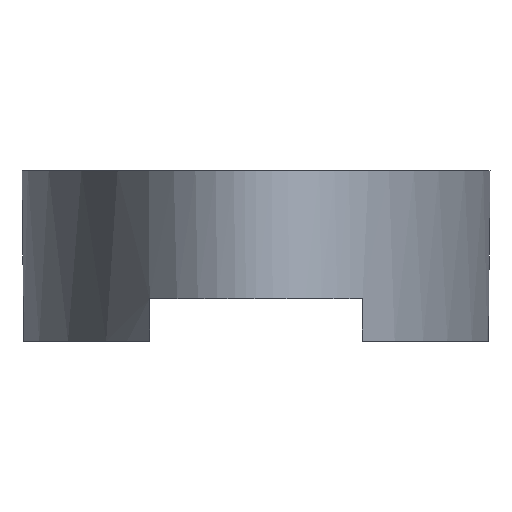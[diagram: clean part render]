
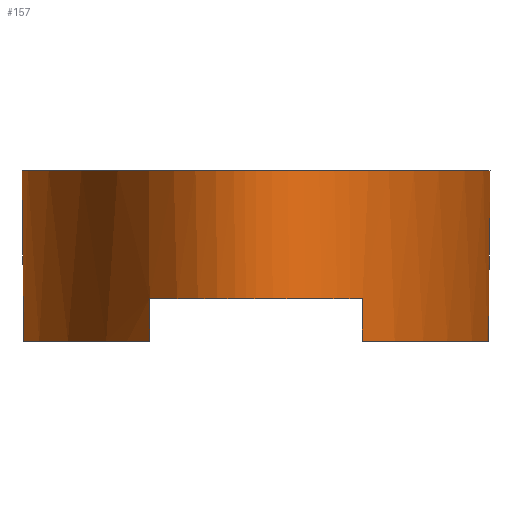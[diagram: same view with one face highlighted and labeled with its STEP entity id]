
A CAD part, front view. The second image highlights one B-rep face of the part: STEP entity #157.
In plain terms, the highlighted free-form (B-spline) face has degree [1, 2] with [2, 9] control points.
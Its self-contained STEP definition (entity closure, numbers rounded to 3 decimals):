
#17=B_SPLINE_CURVE_WITH_KNOTS('',1,(#292,#293),.UNSPECIFIED.,.F.,.F.,(2,
2),(-0.308,-0.077),.UNSPECIFIED.);
#18=(
BOUNDED_SURFACE()
B_SPLINE_SURFACE(1,2,((#272,#273,#274,#275,#276,#277,#278,#279,#280),(#281,
#282,#283,#284,#285,#286,#287,#288,#289)),.UNSPECIFIED.,.F.,.T.,.F.)
B_SPLINE_SURFACE_WITH_KNOTS((2,2),(3,2,2,2,3),(0.,0.308),(-3.142,
-1.571,0.,1.571,3.142),.UNSPECIFIED.)
GEOMETRIC_REPRESENTATION_ITEM()
RATIONAL_B_SPLINE_SURFACE(((1.,0.707,1.,0.707,1.,
0.707,1.,0.707,1.),(1.,0.707,1.,0.707,
1.,0.707,1.,0.707,1.)))
REPRESENTATION_ITEM('')
SURFACE()
);
#22=ELLIPSE('',#177,26.,11.);
#23=ELLIPSE('',#178,26.,11.);
#24=ELLIPSE('',#182,26.,11.);
#25=ELLIPSE('',#185,26.,11.);
#26=ELLIPSE('',#186,26.,11.);
#27=ELLIPSE('',#187,26.,11.);
#33=FACE_OUTER_BOUND('',#42,.T.);
#42=EDGE_LOOP('',(#124,#125,#126,#127,#128,#129,#130,#131,#132,#133,#134,
#135));
#48=LINE('',#245,#59);
#51=LINE('',#250,#62);
#54=LINE('',#264,#65);
#56=LINE('',#266,#67);
#59=VECTOR('',#197,10.);
#62=VECTOR('',#200,10.);
#65=VECTOR('',#213,10.);
#67=VECTOR('',#215,10.);
#69=VERTEX_POINT('',#241);
#70=VERTEX_POINT('',#242);
#71=VERTEX_POINT('',#244);
#73=VERTEX_POINT('',#248);
#74=VERTEX_POINT('',#252);
#75=VERTEX_POINT('',#254);
#77=VERTEX_POINT('',#260);
#78=VERTEX_POINT('',#261);
#79=VERTEX_POINT('',#263);
#80=VERTEX_POINT('',#290);
#83=EDGE_CURVE('',#71,#69,#48,.T.);
#86=EDGE_CURVE('',#70,#73,#51,.T.);
#87=EDGE_CURVE('',#74,#71,#22,.T.);
#88=EDGE_CURVE('',#75,#74,#23,.T.);
#92=EDGE_CURVE('',#79,#77,#54,.T.);
#94=EDGE_CURVE('',#78,#75,#56,.T.);
#95=EDGE_CURVE('',#73,#79,#24,.T.);
#97=EDGE_CURVE('',#69,#70,#25,.T.);
#98=EDGE_CURVE('',#80,#80,#26,.T.);
#99=EDGE_CURVE('',#80,#74,#17,.T.);
#100=EDGE_CURVE('',#77,#78,#27,.T.);
#124=ORIENTED_EDGE('',*,*,#98,.F.);
#125=ORIENTED_EDGE('',*,*,#99,.T.);
#126=ORIENTED_EDGE('',*,*,#87,.T.);
#127=ORIENTED_EDGE('',*,*,#83,.T.);
#128=ORIENTED_EDGE('',*,*,#97,.T.);
#129=ORIENTED_EDGE('',*,*,#86,.T.);
#130=ORIENTED_EDGE('',*,*,#95,.T.);
#131=ORIENTED_EDGE('',*,*,#92,.T.);
#132=ORIENTED_EDGE('',*,*,#100,.T.);
#133=ORIENTED_EDGE('',*,*,#94,.T.);
#134=ORIENTED_EDGE('',*,*,#88,.T.);
#135=ORIENTED_EDGE('',*,*,#99,.F.);
#157=ADVANCED_FACE('',(#33),#18,.F.);
#177=AXIS2_PLACEMENT_3D('',#253,#203,#204);
#178=AXIS2_PLACEMENT_3D('',#255,#205,#206);
#182=AXIS2_PLACEMENT_3D('',#268,#218,#219);
#185=AXIS2_PLACEMENT_3D('',#271,#224,#225);
#186=AXIS2_PLACEMENT_3D('',#291,#226,#227);
#187=AXIS2_PLACEMENT_3D('',#294,#228,#229);
#197=DIRECTION('',(0.,0.,-1.));
#200=DIRECTION('',(0.,0.,1.));
#203=DIRECTION('center_axis',(0.,0.,1.));
#204=DIRECTION('ref_axis',(0.,1.,0.));
#205=DIRECTION('center_axis',(0.,0.,1.));
#206=DIRECTION('ref_axis',(0.,1.,0.));
#213=DIRECTION('',(0.,0.,-1.));
#215=DIRECTION('',(0.,0.,1.));
#218=DIRECTION('center_axis',(0.,0.,1.));
#219=DIRECTION('ref_axis',(0.,1.,0.));
#224=DIRECTION('center_axis',(0.,0.,1.));
#225=DIRECTION('ref_axis',(0.,1.,0.));
#226=DIRECTION('center_axis',(0.,0.,1.));
#227=DIRECTION('ref_axis',(0.,1.,0.));
#228=DIRECTION('center_axis',(0.,0.,1.));
#229=DIRECTION('ref_axis',(0.,1.,0.));
#241=CARTESIAN_POINT('',(5.,-23.159,0.));
#242=CARTESIAN_POINT('',(5.,23.159,0.));
#244=CARTESIAN_POINT('',(5.,-23.159,2.));
#245=CARTESIAN_POINT('',(5.,-23.159,0.));
#248=CARTESIAN_POINT('',(5.,23.159,2.));
#250=CARTESIAN_POINT('',(5.,23.159,0.));
#252=CARTESIAN_POINT('',(0.,-26.,2.));
#253=CARTESIAN_POINT('Origin',(0.,0.,2.));
#254=CARTESIAN_POINT('',(-5.,-23.159,2.));
#255=CARTESIAN_POINT('Origin',(0.,0.,2.));
#260=CARTESIAN_POINT('',(-5.,23.159,0.));
#261=CARTESIAN_POINT('',(-5.,-23.159,0.));
#263=CARTESIAN_POINT('',(-5.,23.159,2.));
#264=CARTESIAN_POINT('',(-5.,23.159,0.));
#266=CARTESIAN_POINT('',(-5.,-23.159,0.));
#268=CARTESIAN_POINT('Origin',(0.,0.,2.));
#271=CARTESIAN_POINT('Origin',(0.,0.,0.));
#272=CARTESIAN_POINT('Ctrl Pts',(0.,-26.,0.));
#273=CARTESIAN_POINT('Ctrl Pts',(11.,-26.,0.));
#274=CARTESIAN_POINT('Ctrl Pts',(11.,0.,0.));
#275=CARTESIAN_POINT('Ctrl Pts',(11.,26.,0.));
#276=CARTESIAN_POINT('Ctrl Pts',(0.,26.,0.));
#277=CARTESIAN_POINT('Ctrl Pts',(-11.,26.,0.));
#278=CARTESIAN_POINT('Ctrl Pts',(-11.,0.,0.));
#279=CARTESIAN_POINT('Ctrl Pts',(-11.,-26.,0.));
#280=CARTESIAN_POINT('Ctrl Pts',(0.,-26.,0.));
#281=CARTESIAN_POINT('Ctrl Pts',(0.,-26.,8.));
#282=CARTESIAN_POINT('Ctrl Pts',(11.,-26.,8.));
#283=CARTESIAN_POINT('Ctrl Pts',(11.,0.,8.));
#284=CARTESIAN_POINT('Ctrl Pts',(11.,26.,8.));
#285=CARTESIAN_POINT('Ctrl Pts',(0.,26.,8.));
#286=CARTESIAN_POINT('Ctrl Pts',(-11.,26.,8.));
#287=CARTESIAN_POINT('Ctrl Pts',(-11.,0.,8.));
#288=CARTESIAN_POINT('Ctrl Pts',(-11.,-26.,8.));
#289=CARTESIAN_POINT('Ctrl Pts',(0.,-26.,8.));
#290=CARTESIAN_POINT('',(0.,-26.,8.));
#291=CARTESIAN_POINT('Origin',(0.,0.,8.));
#292=CARTESIAN_POINT('Ctrl Pts',(0.,-26.,8.));
#293=CARTESIAN_POINT('Ctrl Pts',(0.,-26.,2.));
#294=CARTESIAN_POINT('Origin',(0.,0.,0.));
